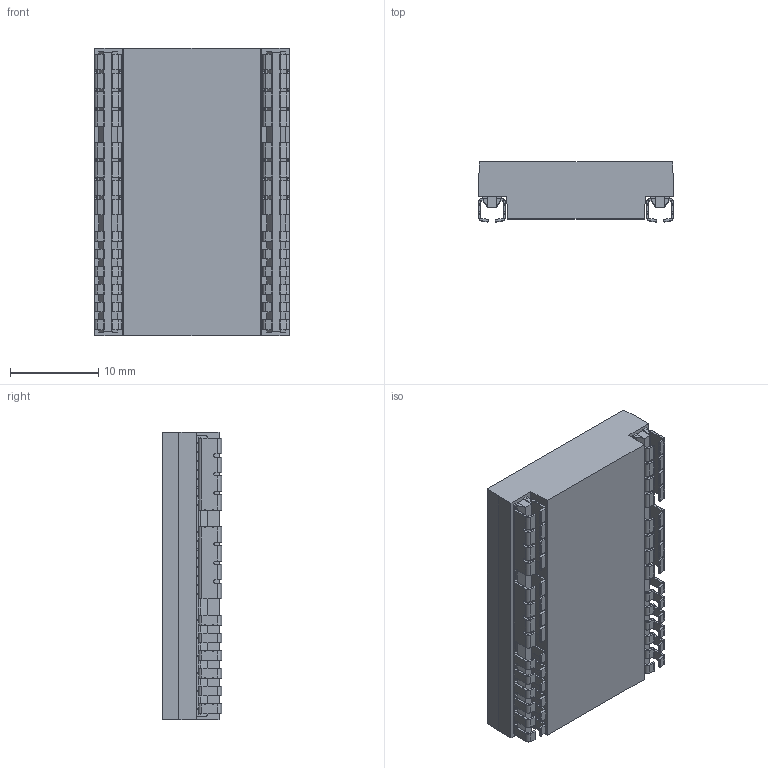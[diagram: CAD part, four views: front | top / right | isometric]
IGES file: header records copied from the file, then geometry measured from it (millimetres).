
Start section: SolidWorks IGES file using analytic representation for surfaces
Global section: file name: 36053r1sldprt.IGS; native system: SolidWorks 2011; preprocessor: SolidWorks 2011; author: Krishna; date: 110314.124849; units: inch
Bounding box: 22.01 x 6.76 x 32.5 mm (x, y, z)
Surface area: 2923.3 mm2 (no closed solid volume)
Topology: 0 solids, 0 shells, 1632 faces, 12476 edges, 12476 vertices
Faces by surface type: bspline 1008, revolution 624
